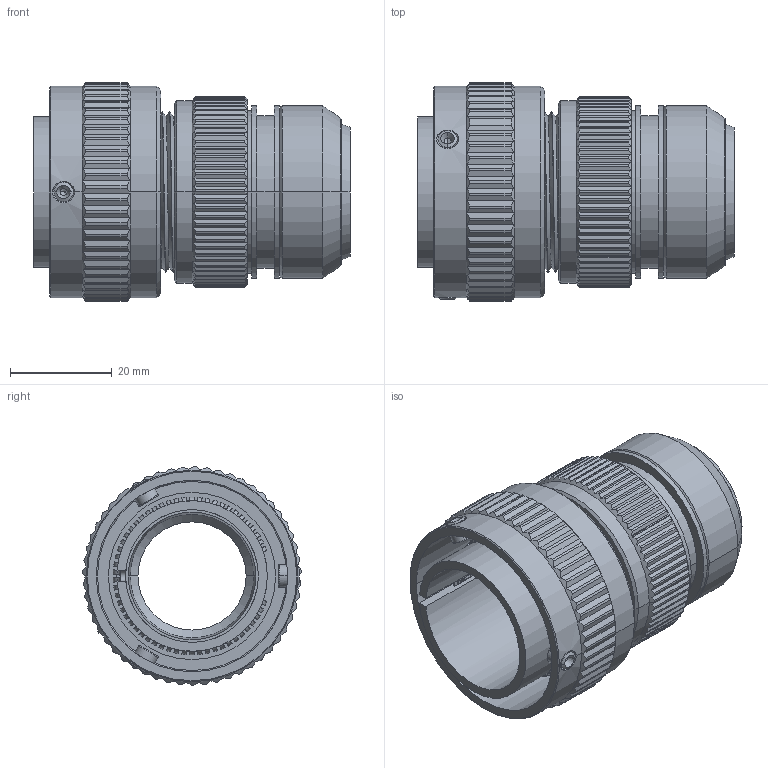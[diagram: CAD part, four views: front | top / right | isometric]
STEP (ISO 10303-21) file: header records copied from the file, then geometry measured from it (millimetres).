
FILE_DESCRIPTION((''),'2;1');
FILE_NAME('79_902_122_ASM_SW0001','2022-03-18T08:36:22',('cgregory'),('NET AG system integration'),'CREO PARAMETRIC BY PTC INC, 2021404','CREO PARAMETRIC BY PTC INC, 2021404','');
FILE_SCHEMA(('AUTOMOTIVE_DESIGN { 1 0 10303 214 1 1 1 1 }'));
Products named in the file (1): 79_902_122_ASM_SW0001
Bounding box: 62.25 x 42.96 x 42.98 mm (x, y, z)
Volume: 25395.9 mm3; surface area: 24049.6 mm2
Topology: 2 solids, 4 shells, 1662 faces, 4621 edges, 2864 vertices
Faces by surface type: plane 839, cylinder 407, revolution 224, cone 153, bspline 25, torus 12, extrusion 2
Entity records: 66521 total; most frequent: CARTESIAN_POINT 21717, ORIENTED_EDGE 9230, DIRECTION 6209, EDGE_CURVE 4615, VERTEX_POINT 2864, B_SPLINE_CURVE_WITH_KNOTS 2455, AXIS2_PLACEMENT_3D 2171, EDGE_LOOP 1803
